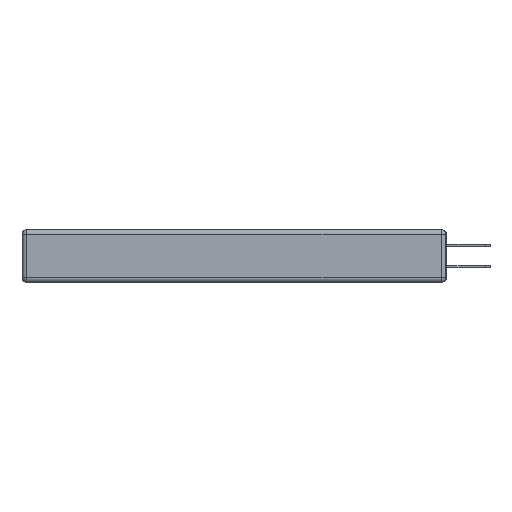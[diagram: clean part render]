
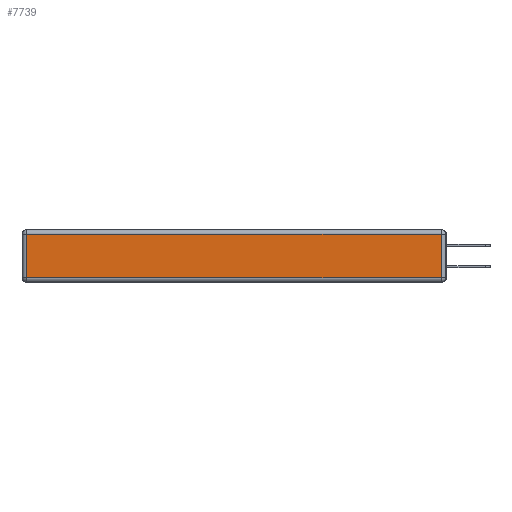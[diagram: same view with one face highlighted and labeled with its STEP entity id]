
A CAD part, left-side view. The second image highlights one B-rep face of the part: STEP entity #7739.
In plain terms, the highlighted planar face has unit normal (-1, 0, 0).
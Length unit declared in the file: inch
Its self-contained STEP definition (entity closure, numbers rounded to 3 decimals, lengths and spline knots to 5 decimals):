
#291 = VECTOR ( 'NONE', #6576, 39.37008 ) ;
#1754 = CARTESIAN_POINT ( 'NONE',  ( 0., 2.72, -0.343 ) ) ;
#2062 = VERTEX_POINT ( 'NONE', #12590 ) ;
#2223 = EDGE_CURVE ( 'NONE', #9928, #2062, #7149, .T. ) ;
#2290 = DIRECTION ( 'NONE',  ( -1., 0., 0. ) ) ;
#3775 = EDGE_LOOP ( 'NONE', ( #14810, #7718, #15036, #4695 ) ) ;
#4091 = LINE ( 'NONE', #9716, #17567 ) ;
#4243 = VECTOR ( 'NONE', #19681, 39.37008 ) ;
#4695 = ORIENTED_EDGE ( 'NONE', *, *, #19117, .T. ) ;
#5890 = CARTESIAN_POINT ( 'NONE',  ( 0., 2.72, -0.03 ) ) ;
#6214 = LINE ( 'NONE', #13294, #291 ) ;
#6295 = EDGE_CURVE ( 'NONE', #11951, #9928, #6214, .T. ) ;
#6576 = DIRECTION ( 'NONE',  ( 0., -1., 0. ) ) ;
#7149 = LINE ( 'NONE', #13144, #14928 ) ;
#7269 = DIRECTION ( 'NONE',  ( 0., 0., 1. ) ) ;
#7718 = ORIENTED_EDGE ( 'NONE', *, *, #2223, .T. ) ;
#7739 = ADVANCED_FACE ( 'NONE', ( #11311 ), #18925, .T. ) ;
#8382 = DIRECTION ( 'NONE',  ( 0., 0., 1. ) ) ;
#8670 = LINE ( 'NONE', #1754, #4243 ) ;
#9716 = CARTESIAN_POINT ( 'NONE',  ( 0., 2.75, -0.03 ) ) ;
#9928 = VERTEX_POINT ( 'NONE', #10136 ) ;
#10136 = CARTESIAN_POINT ( 'NONE',  ( 0., 0.03, -0.313 ) ) ;
#11311 = FACE_OUTER_BOUND ( 'NONE', #3775, .T. ) ;
#11673 = EDGE_CURVE ( 'NONE', #2062, #18309, #4091, .T. ) ;
#11951 = VERTEX_POINT ( 'NONE', #18677 ) ;
#12590 = CARTESIAN_POINT ( 'NONE',  ( 0., 0.03, -0.03 ) ) ;
#13144 = CARTESIAN_POINT ( 'NONE',  ( 0., 0.03, -0.343 ) ) ;
#13294 = CARTESIAN_POINT ( 'NONE',  ( 0., 0., -0.313 ) ) ;
#14810 = ORIENTED_EDGE ( 'NONE', *, *, #6295, .T. ) ;
#14928 = VECTOR ( 'NONE', #8382, 39.37008 ) ;
#15036 = ORIENTED_EDGE ( 'NONE', *, *, #11673, .T. ) ;
#17351 = CARTESIAN_POINT ( 'NONE',  ( 0., 0., -0.343 ) ) ;
#17567 = VECTOR ( 'NONE', #21238, 39.37008 ) ;
#18309 = VERTEX_POINT ( 'NONE', #5890 ) ;
#18677 = CARTESIAN_POINT ( 'NONE',  ( 0., 2.72, -0.313 ) ) ;
#18925 = PLANE ( 'NONE',  #19711 ) ;
#19117 = EDGE_CURVE ( 'NONE', #18309, #11951, #8670, .T. ) ;
#19681 = DIRECTION ( 'NONE',  ( 0., 0., -1. ) ) ;
#19711 = AXIS2_PLACEMENT_3D ( 'NONE', #17351, #2290, #7269 ) ;
#21238 = DIRECTION ( 'NONE',  ( 0., 1., 0. ) ) ;
